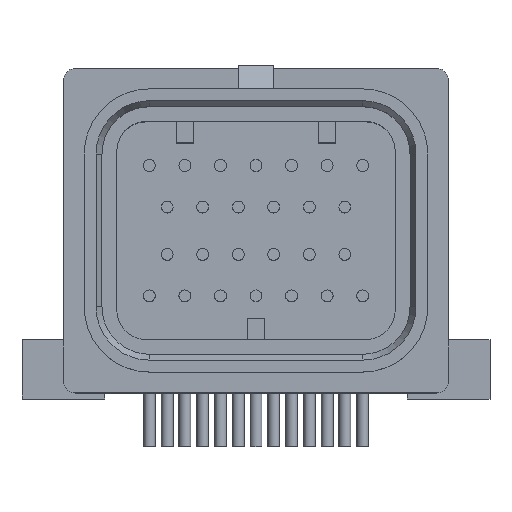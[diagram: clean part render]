
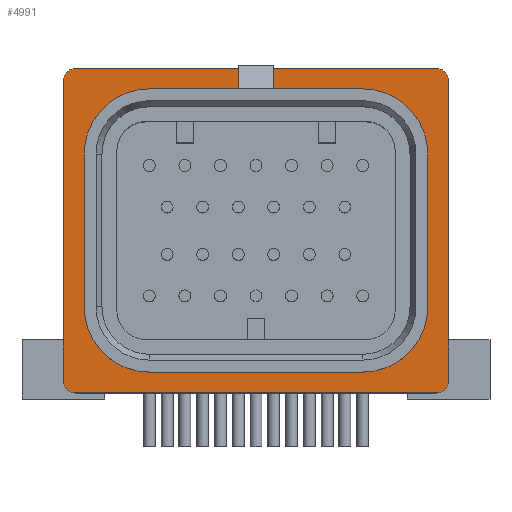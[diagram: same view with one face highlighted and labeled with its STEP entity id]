
A CAD part, top view. The second image highlights one B-rep face of the part: STEP entity #4991.
In plain terms, the highlighted planar face has unit normal (0, 0, 1).
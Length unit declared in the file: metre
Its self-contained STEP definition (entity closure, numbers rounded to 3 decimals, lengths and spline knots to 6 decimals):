
#293=CIRCLE('',#7401,0.00425);
#296=CIRCLE('',#7408,0.00425);
#298=CIRCLE('',#7413,0.00425);
#301=CIRCLE('',#7420,0.00425);
#309=CIRCLE('',#7434,0.001);
#312=CIRCLE('',#7441,0.001);
#315=CIRCLE('',#7448,0.001);
#327=CIRCLE('',#7474,0.001);
#1501=ORIENTED_EDGE('',*,*,#2051,.T.);
#1502=ORIENTED_EDGE('',*,*,#2050,.F.);
#1503=ORIENTED_EDGE('',*,*,#2041,.T.);
#1504=ORIENTED_EDGE('',*,*,#2040,.F.);
#1505=ORIENTED_EDGE('',*,*,#2033,.T.);
#1506=ORIENTED_EDGE('',*,*,#2030,.F.);
#1507=ORIENTED_EDGE('',*,*,#2022,.T.);
#1508=ORIENTED_EDGE('',*,*,#2129,.F.);
#1509=ORIENTED_EDGE('',*,*,#2099,.F.);
#1510=ORIENTED_EDGE('',*,*,#2094,.T.);
#1511=ORIENTED_EDGE('',*,*,#2089,.F.);
#1512=ORIENTED_EDGE('',*,*,#2084,.T.);
#1513=ORIENTED_EDGE('',*,*,#2079,.F.);
#1514=ORIENTED_EDGE('',*,*,#2074,.T.);
#1515=ORIENTED_EDGE('',*,*,#2069,.F.);
#1516=ORIENTED_EDGE('',*,*,#2128,.T.);
#2022=EDGE_CURVE('',#2509,#2510,#293,.T.);
#2030=EDGE_CURVE('',#2509,#2514,#2775,.T.);
#2033=EDGE_CURVE('',#2517,#2514,#296,.T.);
#2040=EDGE_CURVE('',#2517,#2520,#2782,.T.);
#2041=EDGE_CURVE('',#2522,#2520,#298,.T.);
#2050=EDGE_CURVE('',#2522,#2526,#2789,.T.);
#2051=EDGE_CURVE('',#2528,#2526,#301,.T.);
#2069=EDGE_CURVE('',#2541,#2543,#2801,.T.);
#2074=EDGE_CURVE('',#2546,#2543,#309,.T.);
#2079=EDGE_CURVE('',#2546,#2549,#2808,.T.);
#2084=EDGE_CURVE('',#2552,#2549,#312,.T.);
#2089=EDGE_CURVE('',#2552,#2555,#2815,.T.);
#2094=EDGE_CURVE('',#2558,#2555,#315,.T.);
#2099=EDGE_CURVE('',#2558,#2561,#2822,.T.);
#2128=EDGE_CURVE('',#2541,#2561,#327,.T.);
#2129=EDGE_CURVE('',#2528,#2510,#2841,.T.);
#2509=VERTEX_POINT('',#10015);
#2510=VERTEX_POINT('',#10016);
#2514=VERTEX_POINT('',#10028);
#2517=VERTEX_POINT('',#10038);
#2520=VERTEX_POINT('',#10048);
#2522=VERTEX_POINT('',#10054);
#2526=VERTEX_POINT('',#10068);
#2528=VERTEX_POINT('',#10074);
#2541=VERTEX_POINT('',#10108);
#2543=VERTEX_POINT('',#10111);
#2546=VERTEX_POINT('',#10121);
#2549=VERTEX_POINT('',#10131);
#2552=VERTEX_POINT('',#10141);
#2555=VERTEX_POINT('',#10151);
#2558=VERTEX_POINT('',#10161);
#2561=VERTEX_POINT('',#10171);
#2775=LINE('',#10031,#3039);
#2782=LINE('',#10051,#3046);
#2789=LINE('',#10071,#3053);
#2801=LINE('',#10110,#3065);
#2808=LINE('',#10130,#3072);
#2815=LINE('',#10150,#3079);
#2822=LINE('',#10170,#3086);
#2841=LINE('',#10231,#3105);
#3039=VECTOR('',#8708,1.);
#3046=VECTOR('',#8729,1.);
#3053=VECTOR('',#8750,1.);
#3065=VECTOR('',#8786,1.);
#3072=VECTOR('',#8807,1.);
#3079=VECTOR('',#8828,1.);
#3086=VECTOR('',#8849,1.);
#3105=VECTOR('',#8916,1.);
#3666=EDGE_LOOP('',(#1501,#1502,#1503,#1504,#1505,#1506,#1507,#1508));
#3667=EDGE_LOOP('',(#1509,#1510,#1511,#1512,#1513,#1514,#1515,#1516));
#4226=FACE_BOUND('',#3666,.T.);
#4227=FACE_BOUND('',#3667,.T.);
#4371=PLANE('',#7475);
#4991=ADVANCED_FACE('',(#4226,#4227),#4371,.T.);
#7401=AXIS2_PLACEMENT_3D('',#10014,#8694,#8695);
#7408=AXIS2_PLACEMENT_3D('',#10037,#8716,#8717);
#7413=AXIS2_PLACEMENT_3D('',#10053,#8732,#8733);
#7420=AXIS2_PLACEMENT_3D('',#10073,#8753,#8754);
#7434=AXIS2_PLACEMENT_3D('',#10120,#8796,#8797);
#7441=AXIS2_PLACEMENT_3D('',#10140,#8817,#8818);
#7448=AXIS2_PLACEMENT_3D('',#10160,#8838,#8839);
#7474=AXIS2_PLACEMENT_3D('',#10229,#8912,#8913);
#7475=AXIS2_PLACEMENT_3D('',#10230,#8914,#8915);
#8694=DIRECTION('',(0.,0.,-1.));
#8695=DIRECTION('',(0.,-1.,0.));
#8708=DIRECTION('',(1.,0.,0.));
#8716=DIRECTION('',(0.,0.,-1.));
#8717=DIRECTION('',(1.,0.,0.));
#8729=DIRECTION('',(0.,1.,0.));
#8732=DIRECTION('',(0.,0.,-1.));
#8733=DIRECTION('',(0.,1.,0.));
#8750=DIRECTION('',(-1.,0.,0.));
#8753=DIRECTION('',(0.,0.,-1.));
#8754=DIRECTION('',(-1.,0.,0.));
#8786=DIRECTION('',(1.,0.,0.));
#8796=DIRECTION('',(0.,0.,1.));
#8797=DIRECTION('',(1.,0.,0.));
#8807=DIRECTION('',(0.,-1.,0.));
#8817=DIRECTION('',(0.,0.,1.));
#8818=DIRECTION('',(0.,-1.,0.));
#8828=DIRECTION('',(-1.,0.,0.));
#8838=DIRECTION('',(0.,0.,1.));
#8839=DIRECTION('',(-1.,0.,0.));
#8849=DIRECTION('',(0.,1.,0.));
#8912=DIRECTION('',(0.,0.,1.));
#8913=DIRECTION('',(0.,1.,0.));
#8914=DIRECTION('',(0.,0.,1.));
#8915=DIRECTION('',(1.,0.,0.));
#8916=DIRECTION('',(0.,-1.,0.));
#10014=CARTESIAN_POINT('',(-0.009,-0.00645,-0.0095));
#10015=CARTESIAN_POINT('',(-0.009,-0.0107,-0.0095));
#10016=CARTESIAN_POINT('',(-0.01325,-0.00645,-0.0095));
#10028=CARTESIAN_POINT('',(0.009,-0.0107,-0.0095));
#10031=CARTESIAN_POINT('',(-0.009,-0.0107,-0.0095));
#10037=CARTESIAN_POINT('',(0.009,-0.00645,-0.0095));
#10038=CARTESIAN_POINT('',(0.01325,-0.00645,-0.0095));
#10048=CARTESIAN_POINT('',(0.01325,0.00645,-0.0095));
#10051=CARTESIAN_POINT('',(0.01325,-0.00645,-0.0095));
#10053=CARTESIAN_POINT('',(0.009,0.00645,-0.0095));
#10054=CARTESIAN_POINT('',(0.009,0.0107,-0.0095));
#10068=CARTESIAN_POINT('',(-0.009,0.0107,-0.0095));
#10071=CARTESIAN_POINT('',(0.009,0.0107,-0.0095));
#10073=CARTESIAN_POINT('',(-0.009,0.00645,-0.0095));
#10074=CARTESIAN_POINT('',(-0.01325,0.00645,-0.0095));
#10108=CARTESIAN_POINT('',(-0.01525,0.0137,-0.0095));
#10110=CARTESIAN_POINT('',(-0.01525,0.0137,-0.0095));
#10111=CARTESIAN_POINT('',(0.01525,0.0137,-0.0095));
#10120=CARTESIAN_POINT('',(0.01525,0.0127,-0.0095));
#10121=CARTESIAN_POINT('',(0.01625,0.0127,-0.0095));
#10130=CARTESIAN_POINT('',(0.01625,0.0127,-0.0095));
#10131=CARTESIAN_POINT('',(0.01625,-0.0127,-0.0095));
#10140=CARTESIAN_POINT('',(0.01525,-0.0127,-0.0095));
#10141=CARTESIAN_POINT('',(0.01525,-0.0137,-0.0095));
#10150=CARTESIAN_POINT('',(0.01525,-0.0137,-0.0095));
#10151=CARTESIAN_POINT('',(-0.01525,-0.0137,-0.0095));
#10160=CARTESIAN_POINT('',(-0.01525,-0.0127,-0.0095));
#10161=CARTESIAN_POINT('',(-0.01625,-0.0127,-0.0095));
#10170=CARTESIAN_POINT('',(-0.01625,-0.0127,-0.0095));
#10171=CARTESIAN_POINT('',(-0.01625,0.0127,-0.0095));
#10229=CARTESIAN_POINT('',(-0.01525,0.0127,-0.0095));
#10230=CARTESIAN_POINT('',(0.,0.,-0.0095));
#10231=CARTESIAN_POINT('',(-0.01325,0.00645,-0.0095));
